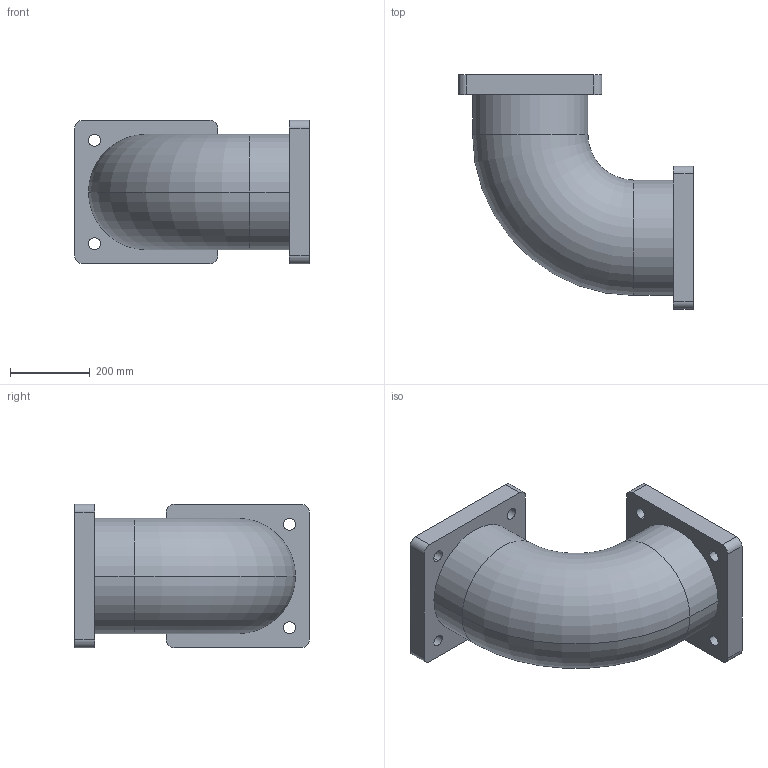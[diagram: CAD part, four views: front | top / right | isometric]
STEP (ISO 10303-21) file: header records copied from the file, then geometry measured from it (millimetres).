
FILE_DESCRIPTION (( 'STEP AP214' ), '1' );
FILE_NAME ('pipe.STEP', '2022-06-02T12:11:19', ( '' ), ( '' ), 'SwSTEP 2.0', 'SolidWorks 2021', '' );
FILE_SCHEMA (( 'AUTOMOTIVE_DESIGN' ));
Length unit declared in the file: inch
Products named in the file (1): pipe
Bounding box: 590 x 590 x 360 mm (x, y, z)
Volume: 28055271.7 mm3; surface area: 1504334 mm2
Topology: 1 solids, 1 shells, 76 faces, 182 edges, 118 vertices
Faces by surface type: cylinder 48, plane 20, torus 4, cone 4
Entity records: 2328 total; most frequent: DIRECTION 442, CARTESIAN_POINT 377, ORIENTED_EDGE 364, AXIS2_PLACEMENT_3D 183, EDGE_CURVE 182, VERTEX_POINT 118, CIRCLE 106, EDGE_LOOP 104
